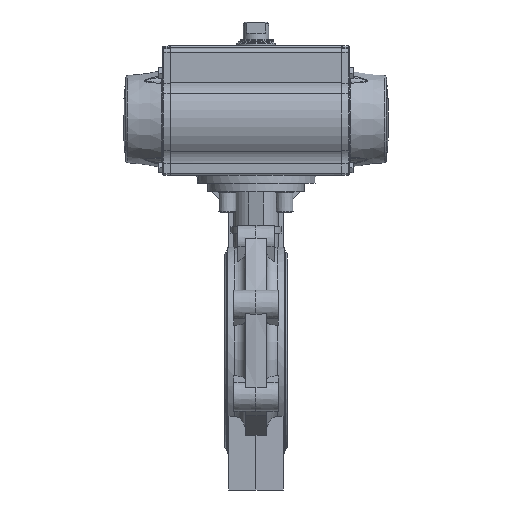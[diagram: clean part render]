
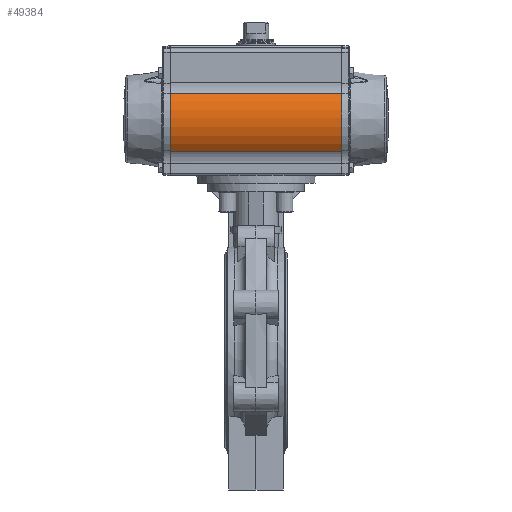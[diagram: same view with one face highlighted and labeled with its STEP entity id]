
A CAD part, left-side view. The second image highlights one B-rep face of the part: STEP entity #49384.
In plain terms, the highlighted cylindrical face has radius 64 mm (diameter 128 mm), a partial arc.
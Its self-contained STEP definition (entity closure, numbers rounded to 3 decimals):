
#42138=CARTESIAN_POINT('',(-49.618,107.35,250.077));
#42139=VERTEX_POINT('',#42138);
#42147=CARTESIAN_POINT('',(-55.011,107.35,323.207));
#42148=VERTEX_POINT('',#42147);
#42149=CARTESIAN_POINT('',(0.,107.35,290.5));
#42150=DIRECTION('',(0.0,1.0,0.0));
#42151=DIRECTION('',(1.0,0.0,0.0));
#42152=AXIS2_PLACEMENT_3D('',#42149,#42150,#42151);
#42153=CIRCLE('',#42152,64.0);
#42154=EDGE_CURVE('',#42139,#42148,#42153,.T.);
#49226=CARTESIAN_POINT('',(-49.618,-107.35,250.077));
#49227=VERTEX_POINT('',#49226);
#49235=CARTESIAN_POINT('',(-49.618,-107.35,250.077));
#49236=DIRECTION('',(0.0,1.0,0.0));
#49237=VECTOR('',#49236,214.7);
#49238=LINE('',#49235,#49237);
#49239=EDGE_CURVE('',#49227,#42139,#49238,.T.);
#49349=CARTESIAN_POINT('',(-55.011,-107.35,323.207));
#49350=VERTEX_POINT('',#49349);
#49351=CARTESIAN_POINT('',(-55.011,107.35,323.207));
#49352=DIRECTION('',(0.0,-1.0,0.0));
#49353=VECTOR('',#49352,214.7);
#49354=LINE('',#49351,#49353);
#49355=EDGE_CURVE('',#42148,#49350,#49354,.T.);
#49367=CARTESIAN_POINT('',(0.,107.35,290.5));
#49368=DIRECTION('',(0.,-1.0,0.));
#49369=DIRECTION('',(1.0,0.0,0.0));
#49370=AXIS2_PLACEMENT_3D('',#49367,#49368,#49369);
#49371=CYLINDRICAL_SURFACE('',#49370,64.0);
#49372=CARTESIAN_POINT('',(0.,-107.35,290.5));
#49373=DIRECTION('',(0.0,-1.0,0.0));
#49374=DIRECTION('',(1.0,0.0,0.0));
#49375=AXIS2_PLACEMENT_3D('',#49372,#49373,#49374);
#49376=CIRCLE('',#49375,64.0);
#49377=EDGE_CURVE('',#49350,#49227,#49376,.T.);
#49378=ORIENTED_EDGE('',*,*,#49377,.F.);
#49379=ORIENTED_EDGE('',*,*,#49355,.F.);
#49380=ORIENTED_EDGE('',*,*,#42154,.F.);
#49381=ORIENTED_EDGE('',*,*,#49239,.F.);
#49382=EDGE_LOOP('',(#49378,#49379,#49380,#49381));
#49383=FACE_OUTER_BOUND('',#49382,.T.);
#49384=ADVANCED_FACE('',(#49383),#49371,.T.);
